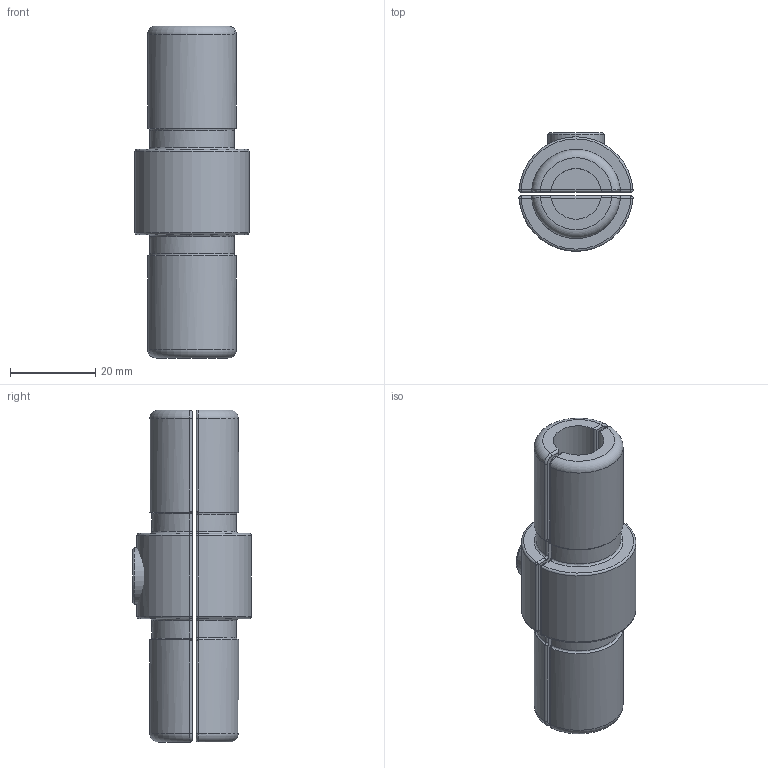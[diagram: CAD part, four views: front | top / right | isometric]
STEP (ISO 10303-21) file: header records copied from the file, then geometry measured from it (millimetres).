
FILE_DESCRIPTION (( 'STEP AP203' ), '1' );
FILE_NAME ('150-A27.STEP', '2023-11-17T07:36:46', ( '' ), ( '' ), 'SwSTEP 2.0', 'SolidWorks 2018', '' );
FILE_SCHEMA (( 'CONFIG_CONTROL_DESIGN' ));
Length unit declared in the file: millimetre
Products named in the file (4): 150-A27 Teil2_150-A27 Teil2; 150-A27 Teil3; 150-A27 Teil1_150-A27 Teil1; 150-A27
Assembly tree (3 placements, depth 2):
  150-A27
    150-A27 Teil2_150-A27 Teil2
    150-A27 Teil1_150-A27 Teil1
    150-A27 Teil3
Bounding box: 26.83 x 27.9 x 78 mm (x, y, z)
Volume: 22341.6 mm3; surface area: 11751.3 mm2
Topology: 3 solids, 3 shells, 187 faces, 467 edges, 278 vertices
Faces by surface type: cylinder 86, plane 45, bspline 36, torus 11, sphere 8, cone 1
Full cylindrical faces by diameter (mm): 11.8 x1, 13.16 x1, 15 x1
Entity records: 9600 total; most frequent: CARTESIAN_POINT 5262, ORIENTED_EDGE 900, DIRECTION 714, EDGE_CURVE 450, VERTEX_POINT 276, AXIS2_PLACEMENT_3D 274, EDGE_LOOP 198, FACE_OUTER_BOUND 193
